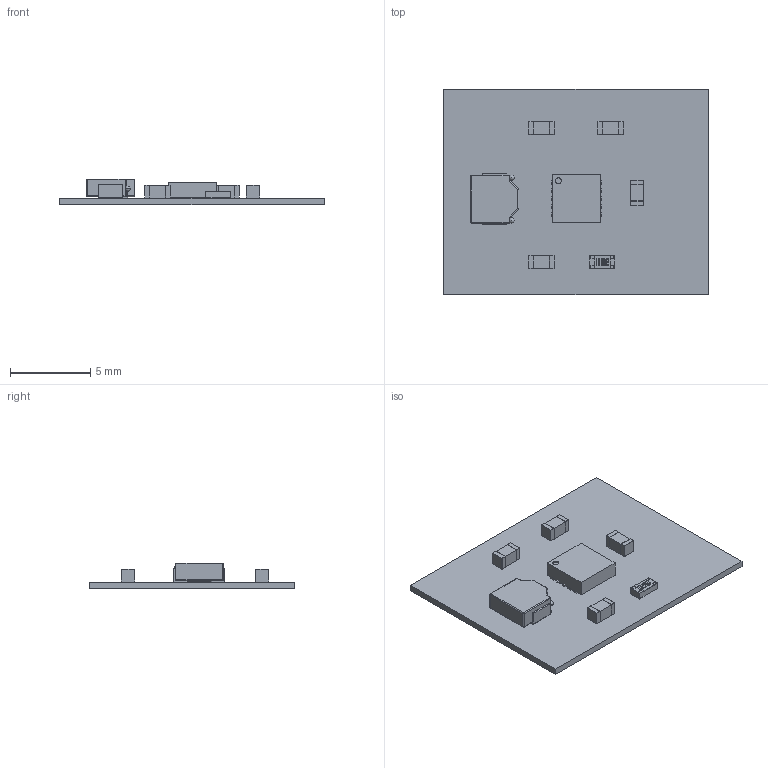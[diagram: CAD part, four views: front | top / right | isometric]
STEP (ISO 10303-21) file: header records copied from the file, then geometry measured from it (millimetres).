
FILE_DESCRIPTION(('Open CASCADE Model'),'2;1');
FILE_NAME('Open CASCADE Shape Model','2021-05-11T17:03:53',('Author'),( 'Open CASCADE'),'Open CASCADE STEP processor 6.8','Open CASCADE 6.8' ,'Unknown');
FILE_SCHEMA(('AUTOMOTIVE_DESIGN { 1 0 10303 214 1 1 1 1 }'));
Length unit declared in the file: millimetre
Products named in the file (17): PCB; Board; Open CASCADE STEP translator 6.8 1.1.1; R1; 0603_resistor; L1; SPM3012; IC1; 6204903232; Body; ThermalPin; PinsArrayLR; C4; 0603_cap; C3; C2; C1
Assembly tree (19 placements, depth 4):
  PCB
    Board
      Open CASCADE STEP translator 6.8 1.1.1
    R1
      0603_resistor
    L1
      SPM3012
    IC1
      6204903232
        Body
        ThermalPin
        PinsArrayLR
    C4
      0603_cap
    C3
      0603_cap
    C2
      0603_cap
    C1
      0603_cap
Bounding box: 16.51 x 12.83 x 1.61 mm (x, y, z)
Volume: 110.7 mm3; surface area: 556 mm2
Topology: 20 solids, 20 shells, 449 faces, 1081 edges, 600 vertices
Faces by surface type: plane 210, cylinder 155, sphere 80, torus 4
Full cylindrical faces by diameter (mm): 0.375 x1
Entity records: 9725 total; most frequent: CARTESIAN_POINT 1786, DIRECTION 1464, ORIENTED_EDGE 1402, EDGE_CURVE 701, LINE 490, VECTOR 490, AXIS2_PLACEMENT_3D 487, VERTEX_POINT 456
